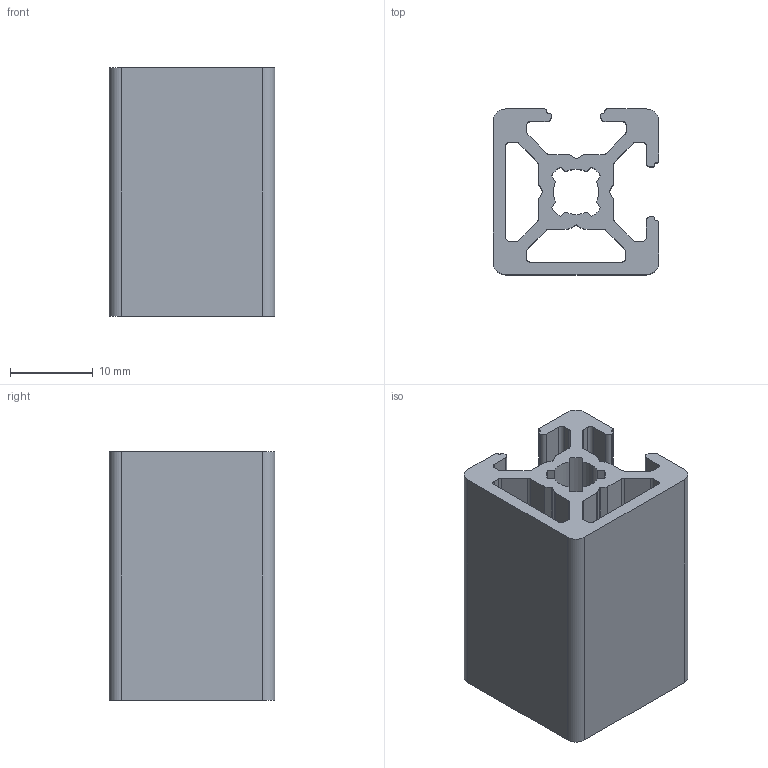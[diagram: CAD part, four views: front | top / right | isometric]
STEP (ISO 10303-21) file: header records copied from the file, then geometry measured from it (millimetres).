
FILE_DESCRIPTION (( 'STEP AP214' ), '1' );
FILE_NAME ('20x20-2SA.STEP', '2019-05-22T08:01:48', ( '' ), ( '' ), 'SwSTEP 2.0', 'SolidWorks 2018', '' );
FILE_SCHEMA (( 'AUTOMOTIVE_DESIGN' ));
Length unit declared in the file: millimetre
Products named in the file (1): 20x20-2SA
Bounding box: 20 x 20 x 30 mm (x, y, z)
Volume: 5482.1 mm3; surface area: 6242.2 mm2
Topology: 1 solids, 1 shells, 132 faces, 390 edges, 260 vertices
Faces by surface type: cylinder 66, plane 66
Entity records: 4492 total; most frequent: DIRECTION 788, CARTESIAN_POINT 783, ORIENTED_EDGE 780, EDGE_CURVE 390, AXIS2_PLACEMENT_3D 265, VERTEX_POINT 260, LINE 258, VECTOR 258
